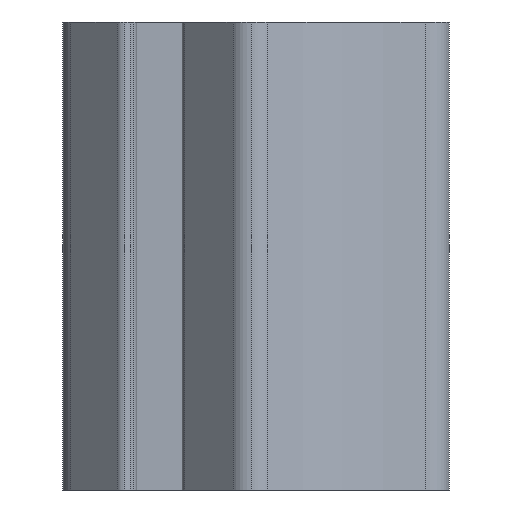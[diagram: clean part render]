
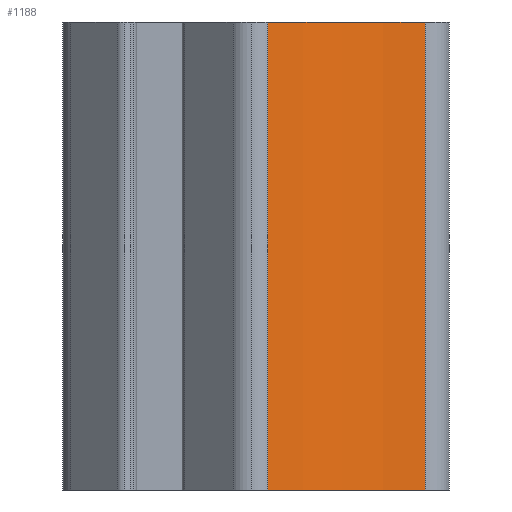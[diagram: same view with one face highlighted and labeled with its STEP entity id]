
A CAD part, left-side view. The second image highlights one B-rep face of the part: STEP entity #1188.
In plain terms, the highlighted cylindrical face has radius 30 mm (diameter 60 mm), a partial arc.
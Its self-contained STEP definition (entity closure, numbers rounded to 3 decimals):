
#138 = CARTESIAN_POINT ( 'NONE',  ( -11.681, -14.702, 25. ) ) ;
#164 = VECTOR ( 'NONE', #655, 1000. ) ;
#297 = CARTESIAN_POINT ( 'NONE',  ( -11.681, -14.702, 25. ) ) ;
#344 = FACE_OUTER_BOUND ( 'NONE', #843, .T. ) ;
#477 = CARTESIAN_POINT ( 'NONE',  ( -11.681, -14.702, -25. ) ) ;
#637 = AXIS2_PLACEMENT_3D ( 'NONE', #897, #692, #657 ) ;
#655 = DIRECTION ( 'NONE',  ( 0., 0., -1. ) ) ;
#657 = DIRECTION ( 'NONE',  ( -1., 0., 0. ) ) ;
#663 = VERTEX_POINT ( 'NONE', #3439 ) ;
#692 = DIRECTION ( 'NONE',  ( 0., 0., -1. ) ) ;
#797 = EDGE_CURVE ( 'NONE', #3360, #2142, #2680, .T. ) ;
#843 = EDGE_LOOP ( 'NONE', ( #2936, #2016, #2430, #1744 ) ) ;
#897 = CARTESIAN_POINT ( 'NONE',  ( -41.575, -17.221, 25. ) ) ;
#916 = DIRECTION ( 'NONE',  ( 1., 0., 0. ) ) ;
#929 = CARTESIAN_POINT ( 'NONE',  ( -18.655, 2.136, 25. ) ) ;
#1164 = DIRECTION ( 'NONE',  ( 0., 0., -1. ) ) ;
#1188 = ADVANCED_FACE ( 'NONE', ( #344 ), #3235, .F. ) ;
#1250 = CARTESIAN_POINT ( 'NONE',  ( -41.575, -17.221, 25. ) ) ;
#1256 = CIRCLE ( 'NONE', #2086, 30. ) ;
#1270 = DIRECTION ( 'NONE',  ( 0., 0., -1. ) ) ;
#1478 = AXIS2_PLACEMENT_3D ( 'NONE', #1250, #2368, #916 ) ;
#1744 = ORIENTED_EDGE ( 'NONE', *, *, #2693, .T. ) ;
#1764 = VECTOR ( 'NONE', #1270, 1000. ) ;
#1930 = CARTESIAN_POINT ( 'NONE',  ( -18.655, 2.136, 25. ) ) ;
#2016 = ORIENTED_EDGE ( 'NONE', *, *, #797, .F. ) ;
#2086 = AXIS2_PLACEMENT_3D ( 'NONE', #3317, #1164, #2279 ) ;
#2142 = VERTEX_POINT ( 'NONE', #477 ) ;
#2198 = EDGE_CURVE ( 'NONE', #663, #2142, #1256, .T. ) ;
#2279 = DIRECTION ( 'NONE',  ( 1., 0., 0. ) ) ;
#2302 = EDGE_CURVE ( 'NONE', #3397, #3360, #3307, .T. ) ;
#2346 = LINE ( 'NONE', #929, #164 ) ;
#2368 = DIRECTION ( 'NONE',  ( 0., 0., -1. ) ) ;
#2430 = ORIENTED_EDGE ( 'NONE', *, *, #2302, .F. ) ;
#2680 = LINE ( 'NONE', #138, #1764 ) ;
#2693 = EDGE_CURVE ( 'NONE', #3397, #663, #2346, .T. ) ;
#2936 = ORIENTED_EDGE ( 'NONE', *, *, #2198, .T. ) ;
#3235 = CYLINDRICAL_SURFACE ( 'NONE', #637, 30. ) ;
#3307 = CIRCLE ( 'NONE', #1478, 30. ) ;
#3317 = CARTESIAN_POINT ( 'NONE',  ( -41.575, -17.221, -25. ) ) ;
#3360 = VERTEX_POINT ( 'NONE', #297 ) ;
#3397 = VERTEX_POINT ( 'NONE', #1930 ) ;
#3439 = CARTESIAN_POINT ( 'NONE',  ( -18.655, 2.136, -25. ) ) ;
